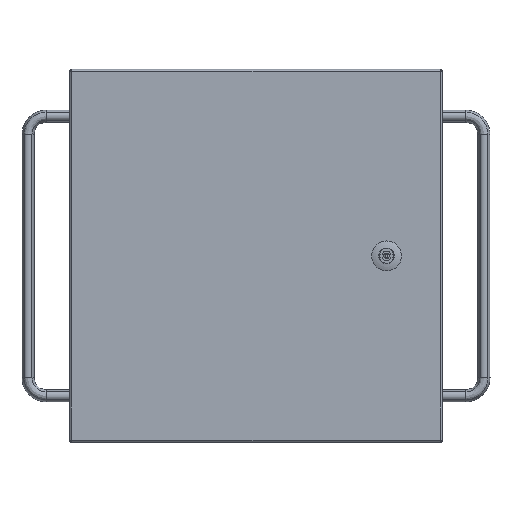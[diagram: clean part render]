
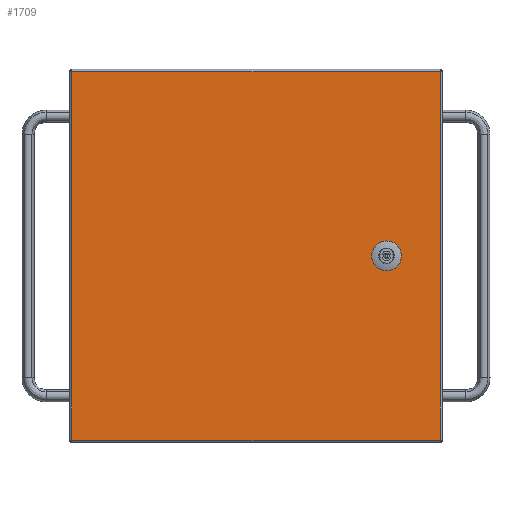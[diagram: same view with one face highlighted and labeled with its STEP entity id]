
A CAD part, top view. The second image highlights one B-rep face of the part: STEP entity #1709.
In plain terms, the highlighted face is planar.
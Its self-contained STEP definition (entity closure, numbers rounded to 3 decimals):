
#101 = DIRECTION ( 'NONE',  ( 1., 0., 0. ) ) ;
#113 = EDGE_CURVE ( 'NONE', #13556, #18070, #1040, .T. ) ;
#632 = ORIENTED_EDGE ( 'NONE', *, *, #23820, .F. ) ;
#709 = ORIENTED_EDGE ( 'NONE', *, *, #29312, .F. ) ;
#1040 = LINE ( 'NONE', #33050, #28370 ) ;
#1158 = CARTESIAN_POINT ( 'NONE',  ( 134.944, 10.05, 0. ) ) ;
#1524 = CARTESIAN_POINT ( 'NONE',  ( 150.05, 5.056, 0. ) ) ;
#1709 = ADVANCED_FACE ( 'NONE', ( #22923, #17918 ), #2614, .F. ) ;
#2396 = LINE ( 'NONE', #1524, #27287 ) ;
#2520 = VECTOR ( 'NONE', #16136, 1000. ) ;
#2614 = PLANE ( 'NONE',  #2680 ) ;
#2680 = AXIS2_PLACEMENT_3D ( 'NONE', #10638, #29156, #101 ) ;
#2820 = EDGE_CURVE ( 'NONE', #24160, #24410, #5448, .T. ) ;
#3509 = CIRCLE ( 'NONE', #8389, 11.25 ) ;
#3691 = VECTOR ( 'NONE', #28967, 1000. ) ;
#3914 = CARTESIAN_POINT ( 'NONE',  ( 197.5, 197.5, 0. ) ) ;
#4175 = VERTEX_POINT ( 'NONE', #29609 ) ;
#4448 = CARTESIAN_POINT ( 'NONE',  ( 197.5, -197.5, 0. ) ) ;
#4738 = CARTESIAN_POINT ( 'NONE',  ( 145.056, 10.05, 0. ) ) ;
#5177 = DIRECTION ( 'NONE',  ( -1., 0., 0. ) ) ;
#5448 = LINE ( 'NONE', #34341, #20379 ) ;
#5615 = ORIENTED_EDGE ( 'NONE', *, *, #20163, .F. ) ;
#5631 = CARTESIAN_POINT ( 'NONE',  ( 134.944, -10.05, 0. ) ) ;
#5723 = EDGE_CURVE ( 'NONE', #12904, #19298, #28535, .T. ) ;
#6447 = ORIENTED_EDGE ( 'NONE', *, *, #113, .F. ) ;
#6687 = ORIENTED_EDGE ( 'NONE', *, *, #14523, .F. ) ;
#6970 = VECTOR ( 'NONE', #5177, 1000. ) ;
#7388 = CARTESIAN_POINT ( 'NONE',  ( 145.056, -10.05, 0. ) ) ;
#7781 = VERTEX_POINT ( 'NONE', #3914 ) ;
#8076 = EDGE_CURVE ( 'NONE', #19298, #4175, #22271, .T. ) ;
#8084 = ORIENTED_EDGE ( 'NONE', *, *, #5723, .T. ) ;
#8389 = AXIS2_PLACEMENT_3D ( 'NONE', #32620, #11407, #16856 ) ;
#9476 = CARTESIAN_POINT ( 'NONE',  ( 145.056, 10.05, 0. ) ) ;
#9972 = ORIENTED_EDGE ( 'NONE', *, *, #12131, .T. ) ;
#10406 = DIRECTION ( 'NONE',  ( 0., 1., 0. ) ) ;
#10638 = CARTESIAN_POINT ( 'NONE',  ( -200., 200., 0. ) ) ;
#10766 = LINE ( 'NONE', #4738, #3691 ) ;
#11407 = DIRECTION ( 'NONE',  ( 0., 0., -1. ) ) ;
#11461 = VERTEX_POINT ( 'NONE', #9476 ) ;
#11500 = DIRECTION ( 'NONE',  ( -1., 0., 0. ) ) ;
#12131 = EDGE_CURVE ( 'NONE', #4175, #7781, #26577, .T. ) ;
#12540 = ORIENTED_EDGE ( 'NONE', *, *, #8076, .T. ) ;
#12578 = AXIS2_PLACEMENT_3D ( 'NONE', #25078, #30150, #19618 ) ;
#12904 = VERTEX_POINT ( 'NONE', #4448 ) ;
#13556 = VERTEX_POINT ( 'NONE', #31392 ) ;
#14018 = EDGE_LOOP ( 'NONE', ( #18738, #632, #709, #32574, #21201, #6687, #6447, #5615 ) ) ;
#14356 = ORIENTED_EDGE ( 'NONE', *, *, #17489, .T. ) ;
#14523 = EDGE_CURVE ( 'NONE', #18070, #27188, #24043, .T. ) ;
#14956 = DIRECTION ( 'NONE',  ( 0., 0., -1. ) ) ;
#15071 = DIRECTION ( 'NONE',  ( -1., 0., 0. ) ) ;
#15979 = CARTESIAN_POINT ( 'NONE',  ( -197.5, -198.743, 0. ) ) ;
#16136 = DIRECTION ( 'NONE',  ( 1., 0., 0. ) ) ;
#16856 = DIRECTION ( 'NONE',  ( -1., 0., 0. ) ) ;
#17263 = VECTOR ( 'NONE', #10406, 1000. ) ;
#17489 = EDGE_CURVE ( 'NONE', #7781, #12904, #30108, .T. ) ;
#17918 = FACE_OUTER_BOUND ( 'NONE', #21217, .T. ) ;
#18048 = CARTESIAN_POINT ( 'NONE',  ( 198.743, -197.5, 0. ) ) ;
#18070 = VERTEX_POINT ( 'NONE', #23048 ) ;
#18738 = ORIENTED_EDGE ( 'NONE', *, *, #2820, .F. ) ;
#19067 = DIRECTION ( 'NONE',  ( 0., 0., -1. ) ) ;
#19298 = VERTEX_POINT ( 'NONE', #21995 ) ;
#19618 = DIRECTION ( 'NONE',  ( -1., 0., 0. ) ) ;
#20163 = EDGE_CURVE ( 'NONE', #24410, #13556, #22981, .T. ) ;
#20379 = VECTOR ( 'NONE', #11500, 1000. ) ;
#21201 = ORIENTED_EDGE ( 'NONE', *, *, #28446, .F. ) ;
#21217 = EDGE_LOOP ( 'NONE', ( #8084, #12540, #9972, #14356 ) ) ;
#21733 = DIRECTION ( 'NONE',  ( -1., 0., 0. ) ) ;
#21934 = CARTESIAN_POINT ( 'NONE',  ( -198.743, 197.5, 0. ) ) ;
#21995 = CARTESIAN_POINT ( 'NONE',  ( -197.5, -197.5, 0. ) ) ;
#22271 = LINE ( 'NONE', #15979, #17263 ) ;
#22298 = DIRECTION ( 'NONE',  ( 0., -1., 0. ) ) ;
#22513 = CIRCLE ( 'NONE', #26656, 11.25 ) ;
#22530 = DIRECTION ( 'NONE',  ( 0., 1., 0. ) ) ;
#22923 = FACE_BOUND ( 'NONE', #14018, .T. ) ;
#22981 = CIRCLE ( 'NONE', #12578, 11.25 ) ;
#23048 = CARTESIAN_POINT ( 'NONE',  ( 129.95, 5.056, 0. ) ) ;
#23820 = EDGE_CURVE ( 'NONE', #26236, #24160, #3509, .T. ) ;
#24043 = CIRCLE ( 'NONE', #29796, 11.25 ) ;
#24160 = VERTEX_POINT ( 'NONE', #7388 ) ;
#24410 = VERTEX_POINT ( 'NONE', #5631 ) ;
#25078 = CARTESIAN_POINT ( 'NONE',  ( 140., 0., 0. ) ) ;
#26174 = EDGE_CURVE ( 'NONE', #11461, #29544, #22513, .T. ) ;
#26236 = VERTEX_POINT ( 'NONE', #27046 ) ;
#26465 = CARTESIAN_POINT ( 'NONE',  ( 197.5, 198.743, 0. ) ) ;
#26577 = LINE ( 'NONE', #21934, #2520 ) ;
#26656 = AXIS2_PLACEMENT_3D ( 'NONE', #32394, #19067, #21733 ) ;
#27046 = CARTESIAN_POINT ( 'NONE',  ( 150.05, -5.056, 0. ) ) ;
#27188 = VERTEX_POINT ( 'NONE', #1158 ) ;
#27287 = VECTOR ( 'NONE', #22298, 1000. ) ;
#28370 = VECTOR ( 'NONE', #22530, 1000. ) ;
#28446 = EDGE_CURVE ( 'NONE', #27188, #11461, #10766, .T. ) ;
#28535 = LINE ( 'NONE', #18048, #6970 ) ;
#28967 = DIRECTION ( 'NONE',  ( 1., 0., 0. ) ) ;
#29156 = DIRECTION ( 'NONE',  ( 0., 0., 1. ) ) ;
#29312 = EDGE_CURVE ( 'NONE', #29544, #26236, #2396, .T. ) ;
#29544 = VERTEX_POINT ( 'NONE', #31070 ) ;
#29609 = CARTESIAN_POINT ( 'NONE',  ( -197.5, 197.5, 0. ) ) ;
#29796 = AXIS2_PLACEMENT_3D ( 'NONE', #30818, #14956, #15071 ) ;
#30108 = LINE ( 'NONE', #26465, #31338 ) ;
#30150 = DIRECTION ( 'NONE',  ( 0., 0., -1. ) ) ;
#30818 = CARTESIAN_POINT ( 'NONE',  ( 140., 0., 0. ) ) ;
#31070 = CARTESIAN_POINT ( 'NONE',  ( 150.05, 5.056, 0. ) ) ;
#31338 = VECTOR ( 'NONE', #32172, 1000. ) ;
#31392 = CARTESIAN_POINT ( 'NONE',  ( 129.95, -5.056, 0. ) ) ;
#32172 = DIRECTION ( 'NONE',  ( 0., -1., 0. ) ) ;
#32394 = CARTESIAN_POINT ( 'NONE',  ( 140., 0., 0. ) ) ;
#32574 = ORIENTED_EDGE ( 'NONE', *, *, #26174, .F. ) ;
#32620 = CARTESIAN_POINT ( 'NONE',  ( 140., 0., 0. ) ) ;
#33050 = CARTESIAN_POINT ( 'NONE',  ( 129.95, 5.056, 0. ) ) ;
#34341 = CARTESIAN_POINT ( 'NONE',  ( 145.056, -10.05, 0. ) ) ;
